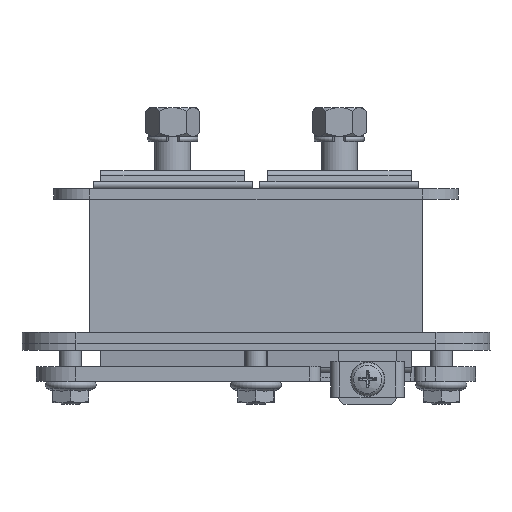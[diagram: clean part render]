
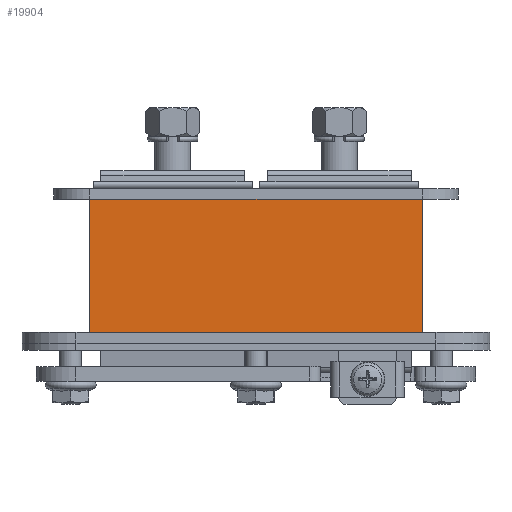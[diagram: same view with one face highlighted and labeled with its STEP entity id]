
A CAD part, front view. The second image highlights one B-rep face of the part: STEP entity #19904.
In plain terms, the highlighted planar face has unit normal (0, -1, 0).
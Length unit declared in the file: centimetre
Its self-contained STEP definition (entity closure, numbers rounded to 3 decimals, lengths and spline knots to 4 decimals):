
#1929=FACE_OUTER_BOUND('',#3188,.T.);
#3188=EDGE_LOOP('',(#17088,#17089,#17090,#17091));
#5500=LINE('',#33993,#6985);
#5603=LINE('',#34538,#7088);
#5604=LINE('',#34539,#7089);
#5605=LINE('',#34540,#7090);
#6985=VECTOR('',#27089,1.);
#7088=VECTOR('',#27498,1.);
#7089=VECTOR('',#27499,1.);
#7090=VECTOR('',#27500,1.);
#8714=VERTEX_POINT('',#33989);
#8716=VERTEX_POINT('',#33992);
#8804=VERTEX_POINT('',#34536);
#8805=VERTEX_POINT('',#34537);
#11405=EDGE_CURVE('',#8716,#8714,#5500,.T.);
#11578=EDGE_CURVE('',#8804,#8805,#5603,.T.);
#11579=EDGE_CURVE('',#8804,#8716,#5604,.T.);
#11580=EDGE_CURVE('',#8805,#8714,#5605,.T.);
#17088=ORIENTED_EDGE('',*,*,#11578,.F.);
#17089=ORIENTED_EDGE('',*,*,#11579,.T.);
#17090=ORIENTED_EDGE('',*,*,#11405,.T.);
#17091=ORIENTED_EDGE('',*,*,#11580,.F.);
#18102=PLANE('',#21969);
#19904=ADVANCED_FACE('',(#1929),#18102,.T.);
#21969=AXIS2_PLACEMENT_3D('',#34535,#27496,#27497);
#27089=DIRECTION('',(-1.,0.,0.));
#27496=DIRECTION('center_axis',(0.,-1.,0.));
#27497=DIRECTION('ref_axis',(0.,0.,
-1.));
#27498=DIRECTION('',(-1.,0.,0.));
#27499=DIRECTION('',(0.,0.,1.));
#27500=DIRECTION('',(0.,0.,1.));
#33989=CARTESIAN_POINT('',(-4.62,-10.,0.));
#33992=CARTESIAN_POINT('',(4.62,-10.,0.));
#33993=CARTESIAN_POINT('',(-4.62,-10.,0.));
#34535=CARTESIAN_POINT('Origin',(4.62,-10.,-4.));
#34536=CARTESIAN_POINT('',(4.62,-10.,-3.7));
#34537=CARTESIAN_POINT('',(-4.62,-10.,-3.7));
#34538=CARTESIAN_POINT('',(2.31,-10.,-3.7));
#34539=CARTESIAN_POINT('',(4.62,-10.,-4.));
#34540=CARTESIAN_POINT('',(-4.62,-10.,-4.));
